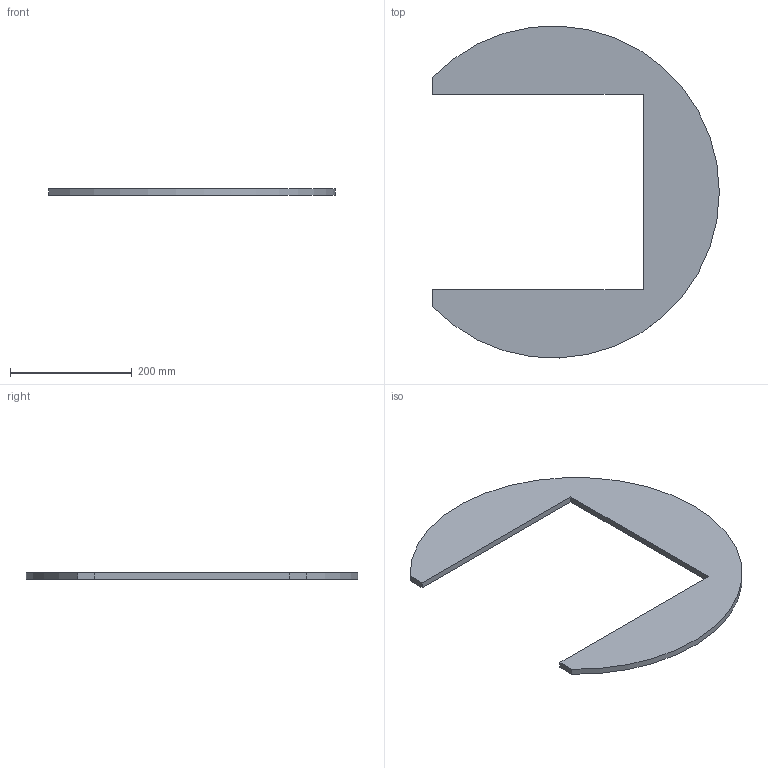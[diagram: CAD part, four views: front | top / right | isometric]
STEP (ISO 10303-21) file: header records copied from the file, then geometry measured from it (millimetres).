
FILE_DESCRIPTION(/* description */ (''),/* implementation_level */ '2;1');
FILE_NAME(/* name */ 'fer à cheval pour monture télescope 200 v6.step',/* time_stamp */ '2022-02-15T17:01:24+01:00',/* author */ (''),/* organization */ (''),/* preprocessor_version */ 'ST-DEVELOPER v18.1',/* originating_system */ 'Autodesk Translation Framework v10.13.0.1454',/* authorisation */ '');
FILE_SCHEMA (('AUTOMOTIVE_DESIGN { 1 0 10303 214 3 1 1 }'));
Length unit declared in the file: millimetre
Products named in the file (1): fer à cheval pour monture télescope 200
Bounding box: 470 x 544.57 x 10 mm (x, y, z)
Volume: 1035216.9 mm3; surface area: 230677.5 mm2
Topology: 1 solids, 1 shells, 8 faces, 18 edges, 12 vertices
Faces by surface type: plane 7, cylinder 1
Entity records: 257 total; most frequent: CARTESIAN_POINT 39, DIRECTION 38, ORIENTED_EDGE 36, EDGE_CURVE 18, LINE 16, VECTOR 16, VERTEX_POINT 12, AXIS2_PLACEMENT_3D 11
